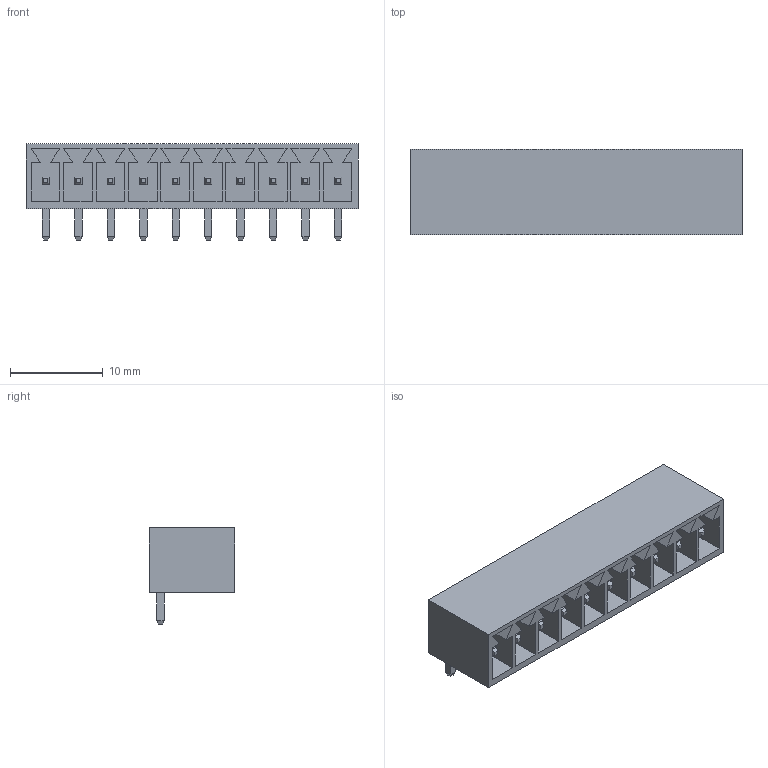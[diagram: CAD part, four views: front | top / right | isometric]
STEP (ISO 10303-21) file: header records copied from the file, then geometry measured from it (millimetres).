
FILE_DESCRIPTION (( 'STEP AP214' ), '1' );
FILE_NAME ('15EDGRC-3.5-10P.STEP', '2023-10-05T05:56:13', ( '' ), ( '' ), 'SwSTEP 2.0', 'SolidWorks 2019', '' );
FILE_SCHEMA (( 'AUTOMOTIVE_DESIGN' ));
Length unit declared in the file: millimetre
Products named in the file (1): 15EDGRC-3.5-10P
Bounding box: 35.8 x 9.2 x 10.4 mm (x, y, z)
Volume: 1231.8 mm3; surface area: 2991.2 mm2
Topology: 1 solids, 1 shells, 276 faces, 652 edges, 408 vertices
Faces by surface type: plane 276
Entity records: 9670 total; most frequent: CARTESIAN_POINT 1337, ORIENTED_EDGE 1304, DIRECTION 1206, EDGE_CURVE 652, LINE 652, VECTOR 652, VERTEX_POINT 408, EDGE_LOOP 306
